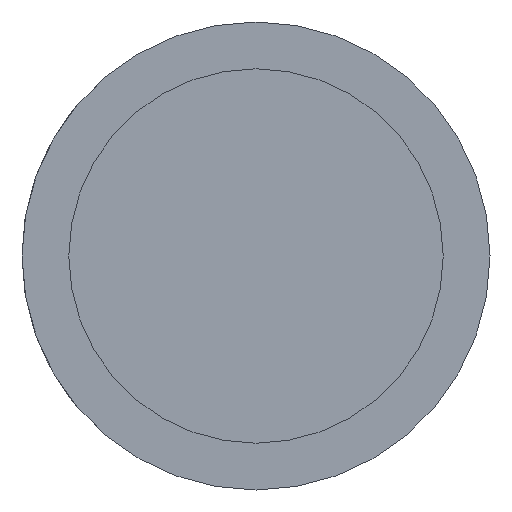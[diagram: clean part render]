
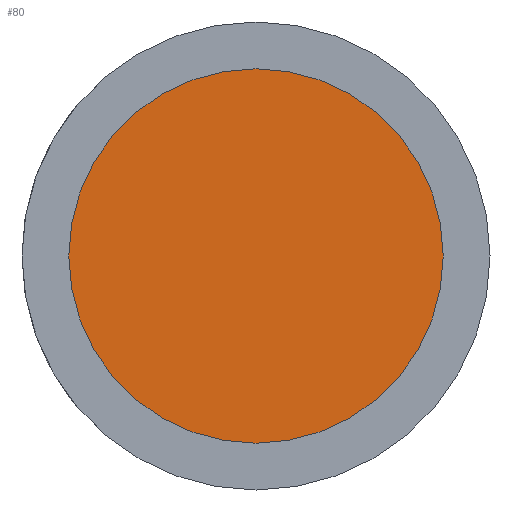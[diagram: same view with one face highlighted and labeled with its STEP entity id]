
A CAD part, left-side view. The second image highlights one B-rep face of the part: STEP entity #80.
In plain terms, the highlighted planar face has unit normal (-1, 0, 0).
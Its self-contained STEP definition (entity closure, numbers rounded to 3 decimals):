
#2 = CIRCLE ( 'NONE', #289, 4. ) ;
#5 = EDGE_CURVE ( 'NONE', #356, #127, #2, .T. ) ;
#30 = FACE_OUTER_BOUND ( 'NONE', #353, .T. ) ;
#80 = ADVANCED_FACE ( 'NONE', ( #30 ), #480, .T. ) ;
#94 = CARTESIAN_POINT ( 'NONE',  ( -10.5, 0., 0. ) ) ;
#127 = VERTEX_POINT ( 'NONE', #149 ) ;
#133 = DIRECTION ( 'NONE',  ( -1., 0., 0. ) ) ;
#141 = DIRECTION ( 'NONE',  ( 1., 0., 0. ) ) ;
#149 = CARTESIAN_POINT ( 'NONE',  ( -10.5, 4., 0. ) ) ;
#178 = CARTESIAN_POINT ( 'NONE',  ( -10.5, 0., 0. ) ) ;
#185 = ORIENTED_EDGE ( 'NONE', *, *, #391, .F. ) ;
#216 = DIRECTION ( 'NONE',  ( 0., 1., 0. ) ) ;
#234 = CIRCLE ( 'NONE', #453, 4. ) ;
#251 = DIRECTION ( 'NONE',  ( 1., 0., 0. ) ) ;
#255 = DIRECTION ( 'NONE',  ( 0., 1., 0. ) ) ;
#256 = CARTESIAN_POINT ( 'NONE',  ( -10.5, 0., 0. ) ) ;
#258 = AXIS2_PLACEMENT_3D ( 'NONE', #178, #133, #475 ) ;
#289 = AXIS2_PLACEMENT_3D ( 'NONE', #256, #141, #216 ) ;
#321 = ORIENTED_EDGE ( 'NONE', *, *, #5, .F. ) ;
#353 = EDGE_LOOP ( 'NONE', ( #185, #321 ) ) ;
#356 = VERTEX_POINT ( 'NONE', #463 ) ;
#391 = EDGE_CURVE ( 'NONE', #127, #356, #234, .T. ) ;
#453 = AXIS2_PLACEMENT_3D ( 'NONE', #94, #251, #255 ) ;
#463 = CARTESIAN_POINT ( 'NONE',  ( -10.5, -4., 0. ) ) ;
#475 = DIRECTION ( 'NONE',  ( 0., -1., 0. ) ) ;
#480 = PLANE ( 'NONE',  #258 ) ;
